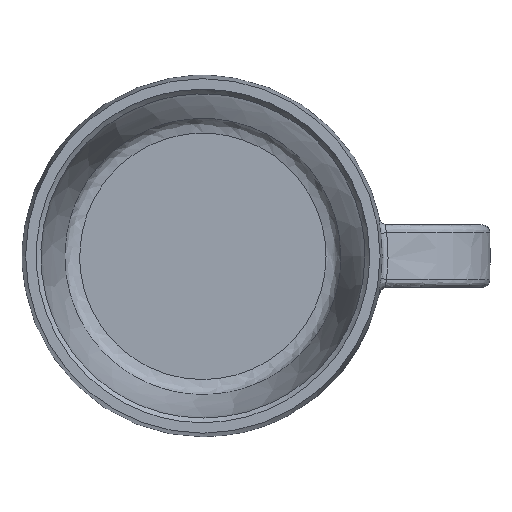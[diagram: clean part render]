
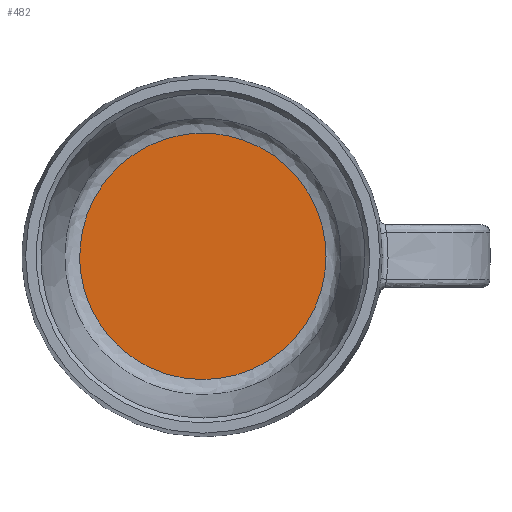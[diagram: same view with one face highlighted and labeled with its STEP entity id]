
A CAD part, top view. The second image highlights one B-rep face of the part: STEP entity #482.
In plain terms, the highlighted planar face has unit normal (0, 0, 1).
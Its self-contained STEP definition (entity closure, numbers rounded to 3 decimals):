
#21=PLANE('',#520);
#57=FACE_OUTER_BOUND('',#90,.T.);
#90=EDGE_LOOP('',(#422));
#142=B_SPLINE_CURVE_WITH_KNOTS('',3,(#2187,#2188,#2189,#2190,#2191,#2192,
#2193,#2194,#2195,#2196,#2197,#2198,#2199,#2200,#2201,#2202,#2203,#2204,
#2205),.UNSPECIFIED.,.T.,.F.,(4,1,1,1,1,1,1,1,1,1,1,1,1,1,1,1,4),(-17.381,
-16.219,-15.056,-13.894,-12.731,
-11.956,-11.181,-10.406,-9.631,
-8.08,-7.305,-6.53,-5.755,
-4.98,-3.43,-2.267,-1.105),
 .UNSPECIFIED.);
#204=VERTEX_POINT('',#2185);
#277=EDGE_CURVE('',#204,#204,#142,.T.);
#422=ORIENTED_EDGE('',*,*,#277,.F.);
#482=ADVANCED_FACE('',(#57),#21,.F.);
#520=AXIS2_PLACEMENT_3D('',#2206,#568,#569);
#568=DIRECTION('center_axis',(0.,0.,-1.));
#569=DIRECTION('ref_axis',(-1.,0.,0.));
#2185=CARTESIAN_POINT('',(23.622,0.,3.));
#2187=CARTESIAN_POINT('Ctrl Pts',(23.622,0.,
3.));
#2188=CARTESIAN_POINT('Ctrl Pts',(23.622,-3.534,3.));
#2189=CARTESIAN_POINT('Ctrl Pts',(22.011,-10.599,3.));
#2190=CARTESIAN_POINT('Ctrl Pts',(15.232,-19.099,3.));
#2191=CARTESIAN_POINT('Ctrl Pts',(5.436,-23.818,3.));
#2192=CARTESIAN_POINT('Ctrl Pts',(-4.228,-23.815,3.));
#2193=CARTESIAN_POINT('Ctrl Pts',(-11.987,-20.764,3.));
#2194=CARTESIAN_POINT('Ctrl Pts',(-17.579,-16.309,3.));
#2195=CARTESIAN_POINT('Ctrl Pts',(-21.596,-10.404,3.));
#2196=CARTESIAN_POINT('Ctrl Pts',(-24.43,-1.295,3.));
#2197=CARTESIAN_POINT('Ctrl Pts',(-22.961,8.438,3.));
#2198=CARTESIAN_POINT('Ctrl Pts',(-17.571,16.307,3.));
#2199=CARTESIAN_POINT('Ctrl Pts',(-11.991,20.768,3.));
#2200=CARTESIAN_POINT('Ctrl Pts',(-5.336,23.369,3.));
#2201=CARTESIAN_POINT('Ctrl Pts',(4.173,24.105,3.));
#2202=CARTESIAN_POINT('Ctrl Pts',(14.482,20.058,3.));
#2203=CARTESIAN_POINT('Ctrl Pts',(22.009,10.593,3.));
#2204=CARTESIAN_POINT('Ctrl Pts',(23.622,3.534,3.));
#2205=CARTESIAN_POINT('Ctrl Pts',(23.622,0.,
3.));
#2206=CARTESIAN_POINT('Origin',(28.,0.,3.));
